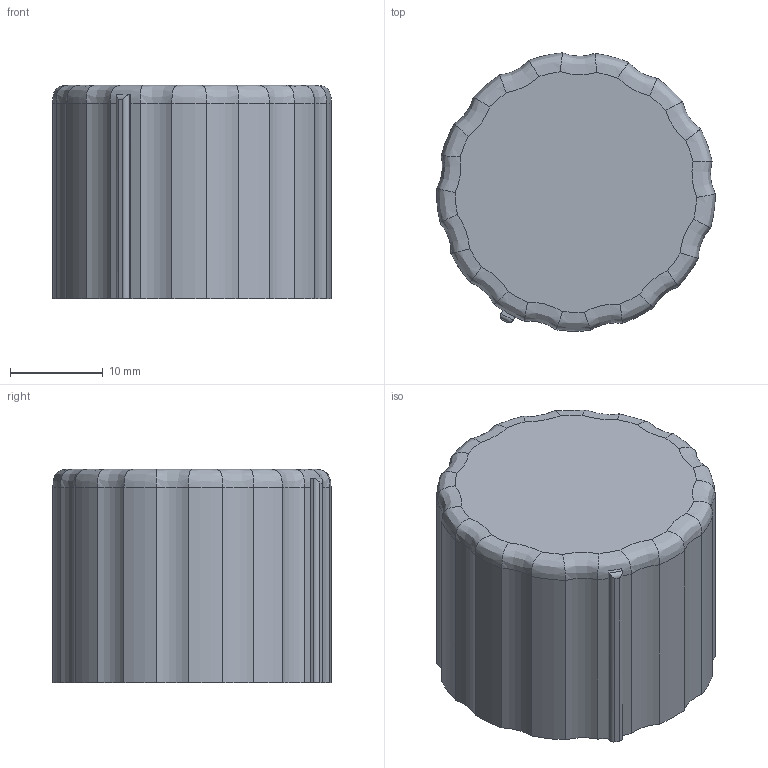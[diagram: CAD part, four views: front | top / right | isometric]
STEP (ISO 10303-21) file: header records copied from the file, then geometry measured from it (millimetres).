
FILE_DESCRIPTION(/* description */ (''),/* implementation_level */ '2;1');
FILE_NAME(/* name */ 'remote-control-knob.step',/* time_stamp */ '2024-08-21T09:11:54+02:00',/* author */ (''),/* organization */ (''),/* preprocessor_version */ 'ST-DEVELOPER v20',/* originating_system */ 'Autodesk Translation Framework v13.14.0.145',/* authorisation */ '');
FILE_SCHEMA (('AUTOMOTIVE_DESIGN { 1 0 10303 214 3 1 1 }'));
Length unit declared in the file: millimetre
Products named in the file (1): knob
Bounding box: 29.99 x 29.93 x 23 mm (x, y, z)
Volume: 10710.2 mm3; surface area: 7477.3 mm2
Topology: 4 solids, 4 shells, 71 faces, 187 edges, 124 vertices
Faces by surface type: cylinder 33, bspline 26, plane 12
Full cylindrical faces by diameter (mm): 24 x2
Entity records: 3209 total; most frequent: CARTESIAN_POINT 1501, ORIENTED_EDGE 374, DIRECTION 317, EDGE_CURVE 187, AXIS2_PLACEMENT_3D 136, VERTEX_POINT 124, CIRCLE 88, EDGE_LOOP 75
